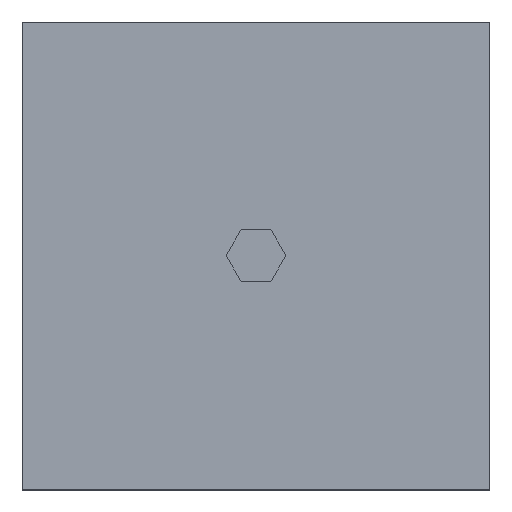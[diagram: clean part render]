
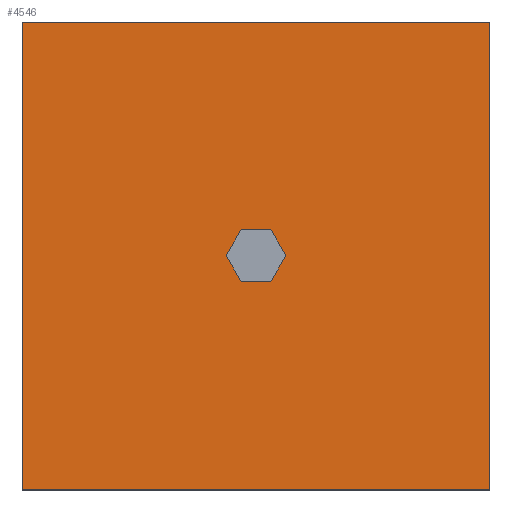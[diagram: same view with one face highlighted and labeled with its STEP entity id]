
A CAD part, top view. The second image highlights one B-rep face of the part: STEP entity #4546.
In plain terms, the highlighted planar face has unit normal (0, 0, 1).
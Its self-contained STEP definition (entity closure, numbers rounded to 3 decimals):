
#114=FACE_BOUND('',#855,.T.);
#341=PLANE('',#5022);
#573=FACE_OUTER_BOUND('',#854,.T.);
#854=EDGE_LOOP('',(#4091,#4092,#4093,#4094));
#855=EDGE_LOOP('',(#4095,#4096,#4097,#4098,#4099,#4100));
#1462=LINE('',#10672,#1816);
#1464=LINE('',#10676,#1818);
#1466=LINE('',#10680,#1820);
#1468=LINE('',#10684,#1822);
#1470=LINE('',#10688,#1824);
#1472=LINE('',#10691,#1826);
#1473=LINE('',#10695,#1827);
#1474=LINE('',#10697,#1828);
#1475=LINE('',#10699,#1829);
#1476=LINE('',#10700,#1830);
#1816=VECTOR('',#6087,10.);
#1818=VECTOR('',#6091,10.);
#1820=VECTOR('',#6095,10.);
#1822=VECTOR('',#6099,10.);
#1824=VECTOR('',#6103,10.);
#1826=VECTOR('',#6107,10.);
#1827=VECTOR('',#6110,10.);
#1828=VECTOR('',#6111,10.);
#1829=VECTOR('',#6112,10.);
#1830=VECTOR('',#6113,10.);
#2251=VERTEX_POINT('',#10669);
#2252=VERTEX_POINT('',#10671);
#2253=VERTEX_POINT('',#10675);
#2254=VERTEX_POINT('',#10679);
#2255=VERTEX_POINT('',#10683);
#2256=VERTEX_POINT('',#10687);
#2257=VERTEX_POINT('',#10693);
#2258=VERTEX_POINT('',#10694);
#2259=VERTEX_POINT('',#10696);
#2260=VERTEX_POINT('',#10698);
#2870=EDGE_CURVE('',#2252,#2251,#1462,.T.);
#2872=EDGE_CURVE('',#2253,#2252,#1464,.T.);
#2874=EDGE_CURVE('',#2254,#2253,#1466,.T.);
#2876=EDGE_CURVE('',#2255,#2254,#1468,.T.);
#2878=EDGE_CURVE('',#2256,#2255,#1470,.T.);
#2880=EDGE_CURVE('',#2251,#2256,#1472,.T.);
#2881=EDGE_CURVE('',#2257,#2258,#1473,.T.);
#2882=EDGE_CURVE('',#2258,#2259,#1474,.T.);
#2883=EDGE_CURVE('',#2259,#2260,#1475,.T.);
#2884=EDGE_CURVE('',#2260,#2257,#1476,.T.);
#4091=ORIENTED_EDGE('',*,*,#2881,.T.);
#4092=ORIENTED_EDGE('',*,*,#2882,.T.);
#4093=ORIENTED_EDGE('',*,*,#2883,.T.);
#4094=ORIENTED_EDGE('',*,*,#2884,.T.);
#4095=ORIENTED_EDGE('',*,*,#2880,.T.);
#4096=ORIENTED_EDGE('',*,*,#2878,.T.);
#4097=ORIENTED_EDGE('',*,*,#2876,.T.);
#4098=ORIENTED_EDGE('',*,*,#2874,.T.);
#4099=ORIENTED_EDGE('',*,*,#2872,.T.);
#4100=ORIENTED_EDGE('',*,*,#2870,.T.);
#4546=ADVANCED_FACE('',(#573,#114),#341,.T.);
#5022=AXIS2_PLACEMENT_3D('',#10692,#6108,#6109);
#6087=DIRECTION('',(1.,0.,0.));
#6091=DIRECTION('',(0.5,0.866,0.));
#6095=DIRECTION('',(-0.5,0.866,0.));
#6099=DIRECTION('',(-1.,0.,0.));
#6103=DIRECTION('',(-0.5,-0.866,0.));
#6107=DIRECTION('',(0.5,-0.866,0.));
#6108=DIRECTION('center_axis',(0.,0.,1.));
#6109=DIRECTION('ref_axis',(1.,0.,0.));
#6110=DIRECTION('',(0.,1.,0.));
#6111=DIRECTION('',(-1.,0.,0.));
#6112=DIRECTION('',(0.,-1.,0.));
#6113=DIRECTION('',(1.,0.,0.));
#10669=CARTESIAN_POINT('',(3.204,5.55,88.089));
#10671=CARTESIAN_POINT('',(-3.204,5.55,88.089));
#10672=CARTESIAN_POINT('',(3.204,5.55,88.089));
#10675=CARTESIAN_POINT('',(-6.408,0.,88.089));
#10676=CARTESIAN_POINT('',(-3.204,5.55,88.089));
#10679=CARTESIAN_POINT('',(-3.204,-5.55,88.089));
#10680=CARTESIAN_POINT('',(-6.408,0.,88.089));
#10683=CARTESIAN_POINT('',(3.204,-5.55,88.089));
#10684=CARTESIAN_POINT('',(-3.204,-5.55,88.089));
#10687=CARTESIAN_POINT('',(6.408,0.,88.089));
#10688=CARTESIAN_POINT('',(3.204,-5.55,88.089));
#10691=CARTESIAN_POINT('',(6.408,0.,88.089));
#10692=CARTESIAN_POINT('Origin',(0.,0.,88.089));
#10693=CARTESIAN_POINT('',(50.,-50.,88.089));
#10694=CARTESIAN_POINT('',(50.,50.,88.089));
#10695=CARTESIAN_POINT('',(50.,-50.,88.089));
#10696=CARTESIAN_POINT('',(-50.,50.,88.089));
#10697=CARTESIAN_POINT('',(50.,50.,88.089));
#10698=CARTESIAN_POINT('',(-50.,-50.,88.089));
#10699=CARTESIAN_POINT('',(-50.,50.,88.089));
#10700=CARTESIAN_POINT('',(-50.,-50.,88.089));
